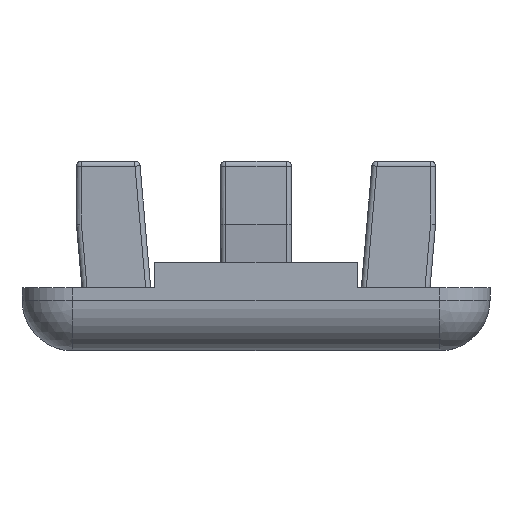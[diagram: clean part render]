
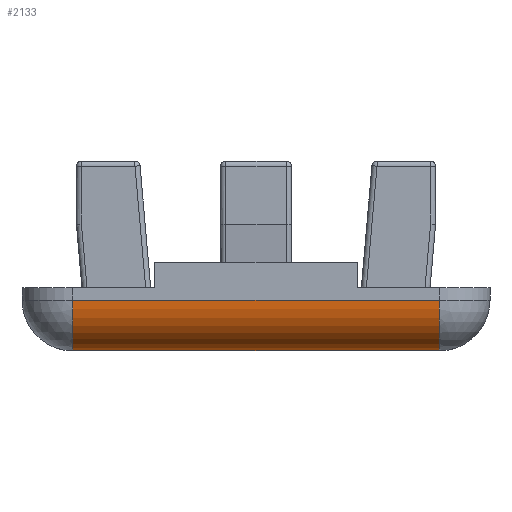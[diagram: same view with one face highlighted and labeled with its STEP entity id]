
A CAD part, left-side view. The second image highlights one B-rep face of the part: STEP entity #2133.
In plain terms, the highlighted cylindrical face has radius 2 mm (diameter 4 mm), a partial arc.
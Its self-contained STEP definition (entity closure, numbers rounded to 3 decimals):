
#82=CYLINDRICAL_SURFACE('',#2431,2.);
#230=CIRCLE('',#2413,2.);
#235=CIRCLE('',#2420,2.);
#359=FACE_OUTER_BOUND('',#505,.T.);
#505=EDGE_LOOP('',(#1871,#1872,#1873,#1874));
#698=LINE('',#3750,#879);
#699=LINE('',#3751,#880);
#879=VECTOR('',#3111,10.);
#880=VECTOR('',#3112,10.);
#1049=VERTEX_POINT('',#3711);
#1050=VERTEX_POINT('',#3713);
#1054=VERTEX_POINT('',#3724);
#1055=VERTEX_POINT('',#3725);
#1334=EDGE_CURVE('',#1050,#1049,#230,.F.);
#1339=EDGE_CURVE('',#1054,#1055,#235,.T.);
#1353=EDGE_CURVE('',#1049,#1055,#698,.T.);
#1354=EDGE_CURVE('',#1054,#1050,#699,.T.);
#1871=ORIENTED_EDGE('',*,*,#1334,.T.);
#1872=ORIENTED_EDGE('',*,*,#1353,.T.);
#1873=ORIENTED_EDGE('',*,*,#1339,.F.);
#1874=ORIENTED_EDGE('',*,*,#1354,.T.);
#2133=ADVANCED_FACE('',(#359),#82,.T.);
#2413=AXIS2_PLACEMENT_3D('',#3714,#3065,#3066);
#2420=AXIS2_PLACEMENT_3D('',#3726,#3079,#3080);
#2431=AXIS2_PLACEMENT_3D('',#3749,#3109,#3110);
#3065=DIRECTION('center_axis',(0.,1.,0.));
#3066=DIRECTION('ref_axis',(-1.,0.,0.));
#3079=DIRECTION('center_axis',(0.,-1.,0.));
#3080=DIRECTION('ref_axis',(-0.707,0.,-0.707));
#3109=DIRECTION('center_axis',(0.,1.,0.));
#3110=DIRECTION('ref_axis',(-0.707,0.,-0.707));
#3111=DIRECTION('',(0.,-1.,0.));
#3112=DIRECTION('',(0.,1.,0.));
#3711=CARTESIAN_POINT('',(2.,7.25,-2.5));
#3713=CARTESIAN_POINT('',(0.,7.25,-0.5));
#3714=CARTESIAN_POINT('Origin',(2.,7.25,-0.5));
#3724=CARTESIAN_POINT('',(0.,-7.25,-0.5));
#3725=CARTESIAN_POINT('',(2.,-7.25,-2.5));
#3726=CARTESIAN_POINT('Origin',(2.,-7.25,-0.5));
#3749=CARTESIAN_POINT('Origin',(2.,-4.625,-0.5));
#3750=CARTESIAN_POINT('',(2.,-4.625,-2.5));
#3751=CARTESIAN_POINT('',(0.,-4.625,-0.5));
